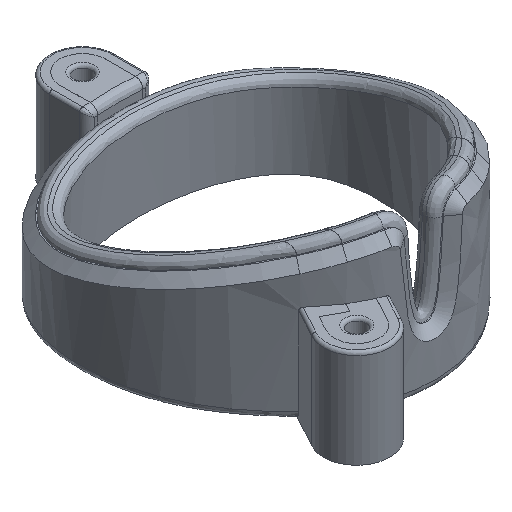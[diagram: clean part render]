
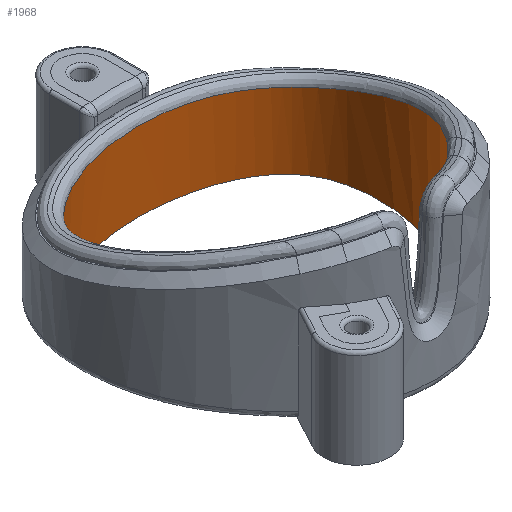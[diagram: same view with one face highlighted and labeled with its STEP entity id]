
A CAD part, isometric view. The second image highlights one B-rep face of the part: STEP entity #1968.
In plain terms, the highlighted free-form (B-spline) face has degree [3, 1] with [21, 2] control points.
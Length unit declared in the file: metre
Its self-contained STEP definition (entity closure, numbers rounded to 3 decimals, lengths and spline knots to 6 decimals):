
#246=B_SPLINE_CURVE_WITH_KNOTS('',3,(#4898,#4899,#4900,#4901,#4902,#4903,
#4904,#4905,#4906,#4907,#4908,#4909,#4910,#4911,#4912,#4913,#4914,#4915,
#4916,#4917,#4918,#4919,#4920,#4921,#4922,#4923,#4924,#4925,#4926,#4927),
 .UNSPECIFIED.,.F.,.F.,(4,1,1,1,1,1,1,1,1,1,1,1,1,1,1,1,1,1,1,1,1,1,1,1,
1,1,1,4),(0.,0.005448,0.008172,
0.010897,0.013621,0.016345,0.019069,
0.021793,0.024517,0.027242,0.029966,
0.03269,0.035414,0.038138,0.043587,
0.049035,0.051759,0.054483,0.057207,
0.059932,0.062656,0.06538,0.068104,
0.070828,0.076277,0.079001,0.081725,
0.087173),.UNSPECIFIED.);
#247=B_SPLINE_CURVE_WITH_KNOTS('',3,(#4931,#4932,#4933,#4934,#4935,#4936,
#4937,#4938,#4939,#4940,#4941,#4942,#4943),.UNSPECIFIED.,.T.,.F.,(1,3,1,
1,1,1,1,1,1,1,1,3,1),(-0.120571,0.,0.120571,0.217595,
0.31462,0.418791,0.5,0.581209,0.68538,
0.782405,0.879429,1.,1.120571),.UNSPECIFIED.);
#690=ORIENTED_EDGE('',*,*,#1097,.F.);
#691=ORIENTED_EDGE('',*,*,#1098,.T.);
#692=ORIENTED_EDGE('',*,*,#1099,.T.);
#693=ORIENTED_EDGE('',*,*,#1100,.F.);
#1097=EDGE_CURVE('',#1322,#1323,#1459,.T.);
#1098=EDGE_CURVE('',#1322,#1324,#246,.T.);
#1099=EDGE_CURVE('',#1324,#1325,#1460,.T.);
#1100=EDGE_CURVE('',#1323,#1325,#247,.T.);
#1322=VERTEX_POINT('',#4896);
#1323=VERTEX_POINT('',#4897);
#1324=VERTEX_POINT('',#4928);
#1325=VERTEX_POINT('',#4930);
#1459=LINE('',#4895,#1565);
#1460=LINE('',#4929,#1566);
#1565=VECTOR('',#2388,1.);
#1566=VECTOR('',#2389,1.);
#1676=EDGE_LOOP('',(#690,#691,#692,#693));
#1805=FACE_BOUND('',#1676,.T.);
#1884=B_SPLINE_SURFACE_WITH_KNOTS('',3,1,((#4853,#4854),(#4855,#4856),(#4857,
#4858),(#4859,#4860),(#4861,#4862),(#4863,#4864),(#4865,#4866),(#4867,#4868),
(#4869,#4870),(#4871,#4872),(#4873,#4874),(#4875,#4876),(#4877,#4878),(#4879,
#4880),(#4881,#4882),(#4883,#4884),(#4885,#4886),(#4887,#4888),(#4889,#4890),
(#4891,#4892),(#4893,#4894)),.SURF_OF_LINEAR_EXTRUSION.,.F.,.F.,.F.,(4,
1,1,1,1,1,1,1,1,1,1,1,1,1,1,1,1,1,4),(2,2),(0.63954,0.684597,
0.729655,0.774712,0.81977,0.864827,
0.887356,0.909885,0.954942,1.,
1.045058,1.090115,1.112644,1.135173,1.18023,
1.225288,1.270345,1.315403,1.36046),(0.,
1.),.UNSPECIFIED.);
#1968=ADVANCED_FACE('',(#1805),#1884,.T.);
#2388=DIRECTION('',(0.,0.,-1.));
#2389=DIRECTION('',(0.,0.,-1.));
#4853=CARTESIAN_POINT('',(0.01186,-0.011664,0.017319));
#4854=CARTESIAN_POINT('',(0.01186,-0.011664,0.));
#4855=CARTESIAN_POINT('',(0.013041,-0.010321,0.017319));
#4856=CARTESIAN_POINT('',(0.013041,-0.010321,0.));
#4857=CARTESIAN_POINT('',(0.015187,-0.007375,0.017319));
#4858=CARTESIAN_POINT('',(0.015187,-0.007375,0.));
#4859=CARTESIAN_POINT('',(0.017184,-0.002911,0.017319));
#4860=CARTESIAN_POINT('',(0.017184,-0.002911,0.));
#4861=CARTESIAN_POINT('',(0.018055,0.001699,0.017319));
#4862=CARTESIAN_POINT('',(0.018055,0.001699,0.));
#4863=CARTESIAN_POINT('',(0.017978,0.006658,0.017319));
#4864=CARTESIAN_POINT('',(0.017978,0.006658,0.));
#4865=CARTESIAN_POINT('',(0.016661,0.010559,0.017319));
#4866=CARTESIAN_POINT('',(0.016661,0.010559,0.));
#4867=CARTESIAN_POINT('',(0.014482,0.01314,0.017319));
#4868=CARTESIAN_POINT('',(0.014482,0.01314,0.));
#4869=CARTESIAN_POINT('',(0.011524,0.015273,0.017319));
#4870=CARTESIAN_POINT('',(0.011524,0.015273,0.));
#4871=CARTESIAN_POINT('',(0.0067,0.017097,0.017319));
#4872=CARTESIAN_POINT('',(0.0067,0.017097,0.));
#4873=CARTESIAN_POINT('',(0.,0.017853,0.017319));
#4874=CARTESIAN_POINT('',(0.,0.017853,0.));
#4875=CARTESIAN_POINT('',(-0.0067,0.017097,0.017319));
#4876=CARTESIAN_POINT('',(-0.0067,0.017097,0.));
#4877=CARTESIAN_POINT('',(-0.011524,0.015273,0.017319));
#4878=CARTESIAN_POINT('',(-0.011524,0.015273,0.));
#4879=CARTESIAN_POINT('',(-0.014482,0.01314,0.017319));
#4880=CARTESIAN_POINT('',(-0.014482,0.01314,0.));
#4881=CARTESIAN_POINT('',(-0.016661,0.010559,0.017319));
#4882=CARTESIAN_POINT('',(-0.016661,0.010559,0.));
#4883=CARTESIAN_POINT('',(-0.017978,0.006658,0.017319));
#4884=CARTESIAN_POINT('',(-0.017978,0.006658,0.));
#4885=CARTESIAN_POINT('',(-0.018055,0.001699,0.017319));
#4886=CARTESIAN_POINT('',(-0.018055,0.001699,0.));
#4887=CARTESIAN_POINT('',(-0.017184,-0.002911,0.017319));
#4888=CARTESIAN_POINT('',(-0.017184,-0.002911,0.));
#4889=CARTESIAN_POINT('',(-0.015187,-0.007375,0.017319));
#4890=CARTESIAN_POINT('',(-0.015187,-0.007375,0.));
#4891=CARTESIAN_POINT('',(-0.013041,-0.010321,0.017319));
#4892=CARTESIAN_POINT('',(-0.013041,-0.010321,0.));
#4893=CARTESIAN_POINT('',(-0.01186,-0.011664,0.017319));
#4894=CARTESIAN_POINT('',(-0.01186,-0.011664,0.));
#4895=CARTESIAN_POINT('',(0.01186,-0.011664,0.022));
#4896=CARTESIAN_POINT('',(0.01186,-0.011664,0.017215));
#4897=CARTESIAN_POINT('',(0.01186,-0.011664,0.));
#4898=CARTESIAN_POINT('',(0.01186,-0.011664,0.017215));
#4899=CARTESIAN_POINT('',(0.013024,-0.01034,0.016729));
#4900=CARTESIAN_POINT('',(0.014576,-0.008234,0.015982));
#4901=CARTESIAN_POINT('',(0.016202,-0.005123,0.01491));
#4902=CARTESIAN_POINT('',(0.017111,-0.002699,0.014089));
#4903=CARTESIAN_POINT('',(0.017707,-0.000192,0.013254));
#4904=CARTESIAN_POINT('',(0.017988,0.002415,0.012405));
#4905=CARTESIAN_POINT('',(0.017981,0.005008,0.011594));
#4906=CARTESIAN_POINT('',(0.017604,0.007631,0.010836));
#4907=CARTESIAN_POINT('',(0.016718,0.01017,0.010229));
#4908=CARTESIAN_POINT('',(0.015193,0.012455,0.009921));
#4909=CARTESIAN_POINT('',(0.013065,0.014237,0.009989));
#4910=CARTESIAN_POINT('',(0.01067,0.015544,0.010157));
#4911=CARTESIAN_POINT('',(0.008093,0.016497,0.010303));
#4912=CARTESIAN_POINT('',(0.004587,0.017349,0.010437));
#4913=CARTESIAN_POINT('',(0.,0.017767,0.010501));
#4914=CARTESIAN_POINT('',(-0.004535,0.017355,0.010438));
#4915=CARTESIAN_POINT('',(-0.008034,0.016514,0.010306));
#4916=CARTESIAN_POINT('',(-0.010619,0.015567,0.010161));
#4917=CARTESIAN_POINT('',(-0.013028,0.014261,0.009992));
#4918=CARTESIAN_POINT('',(-0.015159,0.012493,0.009919));
#4919=CARTESIAN_POINT('',(-0.016705,0.010202,0.010222));
#4920=CARTESIAN_POINT('',(-0.017599,0.007648,0.010832));
#4921=CARTESIAN_POINT('',(-0.017979,0.005055,0.01158));
#4922=CARTESIAN_POINT('',(-0.017992,0.001543,0.012677));
#4923=CARTESIAN_POINT('',(-0.017432,-0.001844,0.0138));
#4924=CARTESIAN_POINT('',(-0.016198,-0.005133,0.014913));
#4925=CARTESIAN_POINT('',(-0.014592,-0.008206,0.015973));
#4926=CARTESIAN_POINT('',(-0.013026,-0.010338,0.016728));
#4927=CARTESIAN_POINT('',(-0.01186,-0.011664,0.017215));
#4928=CARTESIAN_POINT('',(-0.01186,-0.011664,0.017215));
#4929=CARTESIAN_POINT('',(-0.01186,-0.011664,0.022));
#4930=CARTESIAN_POINT('',(-0.01186,-0.011664,0.));
#4931=CARTESIAN_POINT('',(0.,0.017601,0.));
#4932=CARTESIAN_POINT('',(-0.005976,0.017601,0.));
#4933=CARTESIAN_POINT('',(-0.01676,0.014346,0.));
#4934=CARTESIAN_POINT('',(-0.018701,0.002331,0.));
#4935=CARTESIAN_POINT('',(-0.015911,-0.007554,0.));
#4936=CARTESIAN_POINT('',(-0.007537,-0.016753,0.));
#4937=CARTESIAN_POINT('',(0.,-0.018431,0.));
#4938=CARTESIAN_POINT('',(0.007537,-0.016753,0.));
#4939=CARTESIAN_POINT('',(0.015911,-0.007554,0.));
#4940=CARTESIAN_POINT('',(0.018701,0.002331,0.));
#4941=CARTESIAN_POINT('',(0.01676,0.014346,0.));
#4942=CARTESIAN_POINT('',(0.005976,0.017601,0.));
#4943=CARTESIAN_POINT('',(0.,0.017601,0.));
